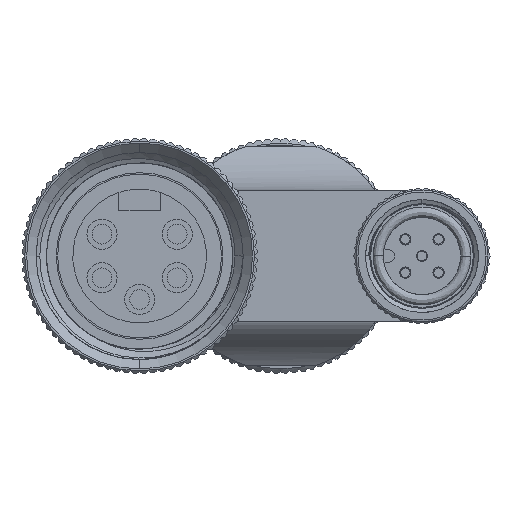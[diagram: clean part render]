
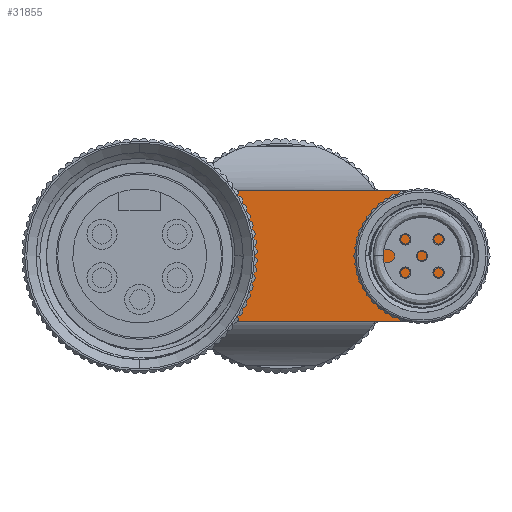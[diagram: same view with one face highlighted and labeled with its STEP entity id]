
A CAD part, left-side view. The second image highlights one B-rep face of the part: STEP entity #31855.
In plain terms, the highlighted planar face has unit normal (-1, 0, 0).
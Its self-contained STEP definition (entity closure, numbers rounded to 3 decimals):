
#368 = DIRECTION ( 'NONE',  ( 1., 0., 0. ) ) ;
#455 = ORIENTED_EDGE ( 'NONE', *, *, #1409, .F. ) ;
#562 = DIRECTION ( 'NONE',  ( 0., -1., 0. ) ) ;
#1409 = EDGE_CURVE ( 'NONE', #32507, #17895, #36578, .T. ) ;
#1516 = CARTESIAN_POINT ( 'NONE',  ( -10.4, 15.289, 11.677 ) ) ;
#1629 = CARTESIAN_POINT ( 'NONE',  ( -10.4, -18.333, 7.027 ) ) ;
#2246 = CARTESIAN_POINT ( 'NONE',  ( -10.4, 1.675, -6.973 ) ) ;
#2978 = CIRCLE ( 'NONE', #5676, 7. ) ;
#3473 = ORIENTED_EDGE ( 'NONE', *, *, #15294, .F. ) ;
#3998 = VERTEX_POINT ( 'NONE', #1516 ) ;
#5676 = AXIS2_PLACEMENT_3D ( 'NONE', #19823, #368, #23123 ) ;
#5935 = DIRECTION ( 'NONE',  ( 0., 1., 0. ) ) ;
#7019 = LINE ( 'NONE', #29896, #34118 ) ;
#7940 = EDGE_CURVE ( 'NONE', #10797, #3998, #8104, .T. ) ;
#8104 = CIRCLE ( 'NONE', #11711, 12.2 ) ;
#8152 = CARTESIAN_POINT ( 'NONE',  ( -10.4, -3.333, 0.027 ) ) ;
#9247 = EDGE_CURVE ( 'NONE', #12172, #37775, #23403, .T. ) ;
#9987 = FACE_OUTER_BOUND ( 'NONE', #32907, .T. ) ;
#10797 = VERTEX_POINT ( 'NONE', #30803 ) ;
#11410 = DIRECTION ( 'NONE',  ( 0., 0., -1. ) ) ;
#11711 = AXIS2_PLACEMENT_3D ( 'NONE', #37909, #40501, #33606 ) ;
#12007 = ORIENTED_EDGE ( 'NONE', *, *, #7940, .F. ) ;
#12172 = VERTEX_POINT ( 'NONE', #27235 ) ;
#12897 = DIRECTION ( 'NONE',  ( 0., 0., 1. ) ) ;
#12935 = DIRECTION ( 'NONE',  ( 1., 0., 0. ) ) ;
#12944 = CARTESIAN_POINT ( 'NONE',  ( -10.4, 11.667, 0.027 ) ) ;
#13739 = ORIENTED_EDGE ( 'NONE', *, *, #27272, .F. ) ;
#13877 = VECTOR ( 'NONE', #37454, 1000. ) ;
#14323 = VECTOR ( 'NONE', #41105, 1000. ) ;
#14782 = VECTOR ( 'NONE', #5935, 1000. ) ;
#14846 = CARTESIAN_POINT ( 'NONE',  ( -10.4, 1.675, 7.027 ) ) ;
#14946 = CARTESIAN_POINT ( 'NONE',  ( -10.4, -3.333, 7.027 ) ) ;
#15114 = CARTESIAN_POINT ( 'NONE',  ( -10.4, 8.046, -11.623 ) ) ;
#15294 = EDGE_CURVE ( 'NONE', #37775, #19284, #40415, .T. ) ;
#15533 = AXIS2_PLACEMENT_3D ( 'NONE', #33806, #33798, #33758 ) ;
#15833 = LINE ( 'NONE', #25475, #14782 ) ;
#16311 = EDGE_CURVE ( 'NONE', #36986, #32507, #15833, .T. ) ;
#17895 = VERTEX_POINT ( 'NONE', #15114 ) ;
#19284 = VERTEX_POINT ( 'NONE', #1629 ) ;
#19823 = CARTESIAN_POINT ( 'NONE',  ( -10.4, -18.333, 0.027 ) ) ;
#20771 = EDGE_CURVE ( 'NONE', #17895, #10797, #39953, .T. ) ;
#23123 = DIRECTION ( 'NONE',  ( 0., 0., 1. ) ) ;
#23403 = CIRCLE ( 'NONE', #23675, 12.2 ) ;
#23675 = AXIS2_PLACEMENT_3D ( 'NONE', #12944, #12935, #12897 ) ;
#24269 = ORIENTED_EDGE ( 'NONE', *, *, #9247, .F. ) ;
#24450 = PLANE ( 'NONE',  #34626 ) ;
#25475 = CARTESIAN_POINT ( 'NONE',  ( -10.4, -3.333, -6.973 ) ) ;
#25833 = CARTESIAN_POINT ( 'NONE',  ( -10.4, -18.333, -6.973 ) ) ;
#26185 = ORIENTED_EDGE ( 'NONE', *, *, #16311, .F. ) ;
#27235 = CARTESIAN_POINT ( 'NONE',  ( -10.4, 8.046, 11.677 ) ) ;
#27272 = EDGE_CURVE ( 'NONE', #3998, #12172, #7019, .T. ) ;
#29896 = CARTESIAN_POINT ( 'NONE',  ( -10.4, -3.333, 11.677 ) ) ;
#30802 = EDGE_CURVE ( 'NONE', #19284, #36986, #2978, .T. ) ;
#30803 = CARTESIAN_POINT ( 'NONE',  ( -10.4, 15.289, -11.623 ) ) ;
#31012 = DIRECTION ( 'NONE',  ( 1., 0., 0. ) ) ;
#31132 = ORIENTED_EDGE ( 'NONE', *, *, #20771, .F. ) ;
#31248 = ORIENTED_EDGE ( 'NONE', *, *, #30802, .F. ) ;
#31855 = ADVANCED_FACE ( 'NONE', ( #9987 ), #24450, .F. ) ;
#32507 = VERTEX_POINT ( 'NONE', #2246 ) ;
#32907 = EDGE_LOOP ( 'NONE', ( #24269, #13739, #12007, #31132, #455, #26185, #31248, #3473 ) ) ;
#33606 = DIRECTION ( 'NONE',  ( 0., 0., 1. ) ) ;
#33758 = DIRECTION ( 'NONE',  ( 0., 0., 1. ) ) ;
#33798 = DIRECTION ( 'NONE',  ( 1., 0., 0. ) ) ;
#33806 = CARTESIAN_POINT ( 'NONE',  ( -10.4, 11.667, 0.027 ) ) ;
#34118 = VECTOR ( 'NONE', #562, 1000. ) ;
#34173 = CARTESIAN_POINT ( 'NONE',  ( -10.4, -3.333, -11.623 ) ) ;
#34626 = AXIS2_PLACEMENT_3D ( 'NONE', #8152, #31012, #11410 ) ;
#36578 = CIRCLE ( 'NONE', #15533, 12.2 ) ;
#36986 = VERTEX_POINT ( 'NONE', #25833 ) ;
#37454 = DIRECTION ( 'NONE',  ( 0., 1., 0. ) ) ;
#37775 = VERTEX_POINT ( 'NONE', #14846 ) ;
#37909 = CARTESIAN_POINT ( 'NONE',  ( -10.4, 11.667, 0.027 ) ) ;
#39953 = LINE ( 'NONE', #34173, #13877 ) ;
#40415 = LINE ( 'NONE', #14946, #14323 ) ;
#40501 = DIRECTION ( 'NONE',  ( 1., 0., 0. ) ) ;
#41105 = DIRECTION ( 'NONE',  ( 0., -1., 0. ) ) ;
